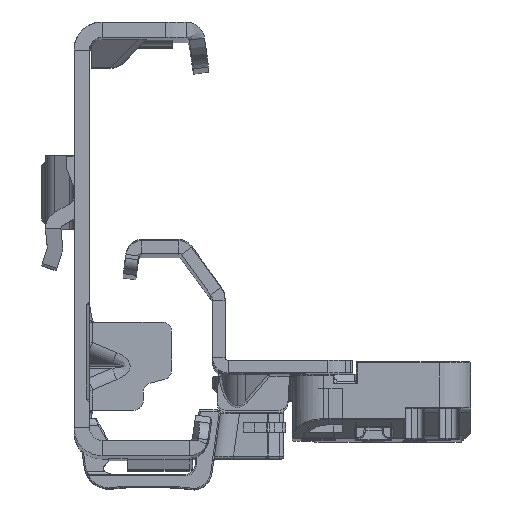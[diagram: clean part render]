
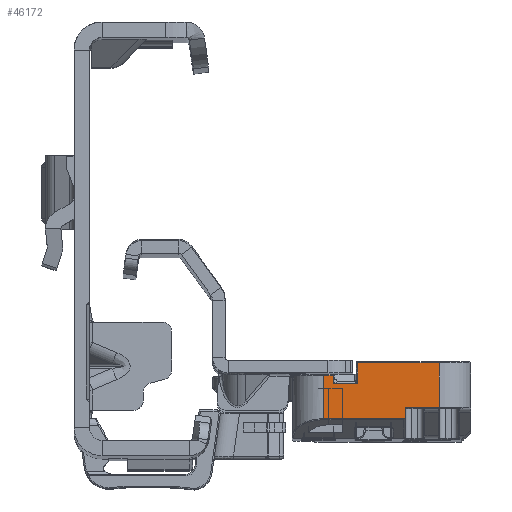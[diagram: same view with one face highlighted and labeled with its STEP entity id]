
A CAD part, top view. The second image highlights one B-rep face of the part: STEP entity #46172.
In plain terms, the highlighted face is planar.
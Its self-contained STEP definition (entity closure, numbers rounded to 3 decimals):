
#911 = CARTESIAN_POINT ( 'NONE',  ( -8.3, -5., -284.5 ) ) ;
#1140 = EDGE_CURVE ( 'NONE', #116187, #116325, #69081, .T. ) ;
#2326 = DIRECTION ( 'NONE',  ( 0., 0., 1. ) ) ;
#3272 = CARTESIAN_POINT ( 'NONE',  ( -0.75, -1.15, -284.5 ) ) ;
#3792 = DIRECTION ( 'NONE',  ( 1., 0., 0. ) ) ;
#7906 = ORIENTED_EDGE ( 'NONE', *, *, #1140, .T. ) ;
#8948 = EDGE_CURVE ( 'NONE', #52409, #116325, #113708, .T. ) ;
#9519 = CARTESIAN_POINT ( 'NONE',  ( -0.75, -0.9, -284.5 ) ) ;
#10141 = LINE ( 'NONE', #89378, #13916 ) ;
#10822 = CARTESIAN_POINT ( 'NONE',  ( 3.15, -1.15, -284.5 ) ) ;
#11434 = CARTESIAN_POINT ( 'NONE',  ( -8.5, -5.2, -284.5 ) ) ;
#11821 = CARTESIAN_POINT ( 'NONE',  ( 3.15, 0.1, -284.5 ) ) ;
#13916 = VECTOR ( 'NONE', #124142, 1000. ) ;
#15779 = CARTESIAN_POINT ( 'NONE',  ( -13.7, 2.1, -284.5 ) ) ;
#17815 = CARTESIAN_POINT ( 'NONE',  ( 4.6, -6.785, -284.5 ) ) ;
#19014 = EDGE_CURVE ( 'NONE', #84011, #116187, #81565, .T. ) ;
#20682 = CARTESIAN_POINT ( 'NONE',  ( -8.3, -6.71, -284.5 ) ) ;
#21066 = DIRECTION ( 'NONE',  ( 1., 0., 0. ) ) ;
#22607 = CARTESIAN_POINT ( 'NONE',  ( -8.3, -6.669, -284.5 ) ) ;
#23130 = CARTESIAN_POINT ( 'NONE',  ( -8.273, -6.785, -284.5 ) ) ;
#24474 = CIRCLE ( 'NONE', #78354, 0.2 ) ;
#24574 = VERTEX_POINT ( 'NONE', #37297 ) ;
#25875 = CARTESIAN_POINT ( 'NONE',  ( 19.8, 2.6, -284.5 ) ) ;
#27551 = EDGE_CURVE ( 'NONE', #111831, #123184, #56391, .T. ) ;
#29607 = VERTEX_POINT ( 'NONE', #43074 ) ;
#30890 = CARTESIAN_POINT ( 'NONE',  ( 4.6, -242.444, -284.5 ) ) ;
#31512 = DIRECTION ( 'NONE',  ( 0., 1., 0. ) ) ;
#32176 = LINE ( 'NONE', #62655, #73957 ) ;
#35210 = DIRECTION ( 'NONE',  ( 0., 1., 0. ) ) ;
#35586 = CARTESIAN_POINT ( 'NONE',  ( -13.7, -5., -284.5 ) ) ;
#37131 = CARTESIAN_POINT ( 'NONE',  ( -13.7, 2., -284.5 ) ) ;
#37297 = CARTESIAN_POINT ( 'NONE',  ( 4.6, 0.1, -284.5 ) ) ;
#38652 = ORIENTED_EDGE ( 'NONE', *, *, #65114, .T. ) ;
#40627 = LINE ( 'NONE', #30890, #76267 ) ;
#41719 = EDGE_CURVE ( 'NONE', #59572, #55723, #85795, .T. ) ;
#43074 = CARTESIAN_POINT ( 'NONE',  ( -8.5, -5., -284.5 ) ) ;
#45273 = EDGE_CURVE ( 'NONE', #52409, #29607, #24474, .T. ) ;
#46172 = ADVANCED_FACE ( 'NONE', ( #85586 ), #124494, .F. ) ;
#48799 = CARTESIAN_POINT ( 'NONE',  ( -0.75, 2.1, -284.5 ) ) ;
#50661 = CARTESIAN_POINT ( 'NONE',  ( 19.8, -1.15, -284.5 ) ) ;
#51099 = EDGE_CURVE ( 'NONE', #55723, #111831, #67420, .T. ) ;
#51240 = CARTESIAN_POINT ( 'NONE',  ( -8.273, -6.785, -284.5 ) ) ;
#52409 = VERTEX_POINT ( 'NONE', #82284 ) ;
#54061 = CARTESIAN_POINT ( 'NONE',  ( -8.3, 0., -284.5 ) ) ;
#55723 = VERTEX_POINT ( 'NONE', #15779 ) ;
#56391 = LINE ( 'NONE', #9519, #102126 ) ;
#56792 = VERTEX_POINT ( 'NONE', #10822 ) ;
#58322 = DIRECTION ( 'NONE',  ( 0., -1., 0. ) ) ;
#59572 = VERTEX_POINT ( 'NONE', #35586 ) ;
#62655 = CARTESIAN_POINT ( 'NONE',  ( 3.15, 0.1, -284.5 ) ) ;
#65114 = EDGE_CURVE ( 'NONE', #56792, #101422, #32176, .T. ) ;
#65518 = DIRECTION ( 'NONE',  ( 1., 0., 0. ) ) ;
#66537 = ORIENTED_EDGE ( 'NONE', *, *, #27551, .T. ) ;
#66762 = EDGE_CURVE ( 'NONE', #123184, #56792, #121306, .T. ) ;
#67420 = LINE ( 'NONE', #97284, #83089 ) ;
#69081 =( BOUNDED_CURVE ( )  B_SPLINE_CURVE ( 3, ( #51240, #100545, #20682, #22607 ),
 .UNSPECIFIED., .F., .F. ) 
 B_SPLINE_CURVE_WITH_KNOTS ( ( 4, 4 ),
 ( 1.047, 1.571 ),
 .UNSPECIFIED. ) 
 CURVE ( )  GEOMETRIC_REPRESENTATION_ITEM ( )  RATIONAL_B_SPLINE_CURVE ( ( 1., 0.977, 0.977, 1. ) ) 
 REPRESENTATION_ITEM ( '' )  );
#73957 = VECTOR ( 'NONE', #80856, 1000. ) ;
#74135 = EDGE_CURVE ( 'NONE', #101422, #24574, #10141, .T. ) ;
#76267 = VECTOR ( 'NONE', #31512, 1000. ) ;
#78354 = AXIS2_PLACEMENT_3D ( 'NONE', #11434, #2326, #101709 ) ;
#79744 = ORIENTED_EDGE ( 'NONE', *, *, #123858, .F. ) ;
#80376 = VECTOR ( 'NONE', #21066, 1000. ) ;
#80856 = DIRECTION ( 'NONE',  ( 0., 1., 0. ) ) ;
#81565 = LINE ( 'NONE', #82199, #87512 ) ;
#82199 = CARTESIAN_POINT ( 'NONE',  ( -8.3, -6.785, -284.5 ) ) ;
#82284 = CARTESIAN_POINT ( 'NONE',  ( -8.3, -5.2, -284.5 ) ) ;
#83089 = VECTOR ( 'NONE', #65518, 1000. ) ;
#84011 = VERTEX_POINT ( 'NONE', #17815 ) ;
#85555 = ORIENTED_EDGE ( 'NONE', *, *, #74135, .T. ) ;
#85586 = FACE_OUTER_BOUND ( 'NONE', #115346, .T. ) ;
#85795 = LINE ( 'NONE', #37131, #127576 ) ;
#86674 = ORIENTED_EDGE ( 'NONE', *, *, #41719, .T. ) ;
#87512 = VECTOR ( 'NONE', #121744, 1000. ) ;
#88901 = AXIS2_PLACEMENT_3D ( 'NONE', #25875, #105072, #113499 ) ;
#89378 = CARTESIAN_POINT ( 'NONE',  ( 4.6, 0.1, -284.5 ) ) ;
#93265 = ORIENTED_EDGE ( 'NONE', *, *, #45273, .T. ) ;
#94944 = VECTOR ( 'NONE', #112435, 1000. ) ;
#95248 = ORIENTED_EDGE ( 'NONE', *, *, #8948, .F. ) ;
#97119 = VECTOR ( 'NONE', #3792, 1000. ) ;
#97284 = CARTESIAN_POINT ( 'NONE',  ( -0.7, 2.1, -284.5 ) ) ;
#98596 = ORIENTED_EDGE ( 'NONE', *, *, #123878, .F. ) ;
#100545 = CARTESIAN_POINT ( 'NONE',  ( -8.291, -6.749, -284.5 ) ) ;
#101422 = VERTEX_POINT ( 'NONE', #11821 ) ;
#101709 = DIRECTION ( 'NONE',  ( 1., 0., 0. ) ) ;
#102061 = ORIENTED_EDGE ( 'NONE', *, *, #51099, .T. ) ;
#102126 = VECTOR ( 'NONE', #58322, 1000. ) ;
#105072 = DIRECTION ( 'NONE',  ( 0., 0., 1. ) ) ;
#105370 = ORIENTED_EDGE ( 'NONE', *, *, #66762, .T. ) ;
#111831 = VERTEX_POINT ( 'NONE', #48799 ) ;
#112435 = DIRECTION ( 'NONE',  ( 0., -1., 0. ) ) ;
#113499 = DIRECTION ( 'NONE',  ( 1., 0., 0. ) ) ;
#113708 = LINE ( 'NONE', #54061, #94944 ) ;
#115346 = EDGE_LOOP ( 'NONE', ( #105370, #38652, #85555, #98596, #119017, #7906, #95248, #93265, #79744, #86674, #102061, #66537 ) ) ;
#116187 = VERTEX_POINT ( 'NONE', #23130 ) ;
#116325 = VERTEX_POINT ( 'NONE', #127516 ) ;
#119017 = ORIENTED_EDGE ( 'NONE', *, *, #19014, .T. ) ;
#119102 = LINE ( 'NONE', #911, #80376 ) ;
#121306 = LINE ( 'NONE', #50661, #97119 ) ;
#121744 = DIRECTION ( 'NONE',  ( -1., 0., 0. ) ) ;
#123184 = VERTEX_POINT ( 'NONE', #3272 ) ;
#123858 = EDGE_CURVE ( 'NONE', #59572, #29607, #119102, .T. ) ;
#123878 = EDGE_CURVE ( 'NONE', #84011, #24574, #40627, .T. ) ;
#124142 = DIRECTION ( 'NONE',  ( 1., 0., 0. ) ) ;
#124494 = PLANE ( 'NONE',  #88901 ) ;
#127516 = CARTESIAN_POINT ( 'NONE',  ( -8.3, -6.669, -284.5 ) ) ;
#127576 = VECTOR ( 'NONE', #35210, 1000. ) ;
